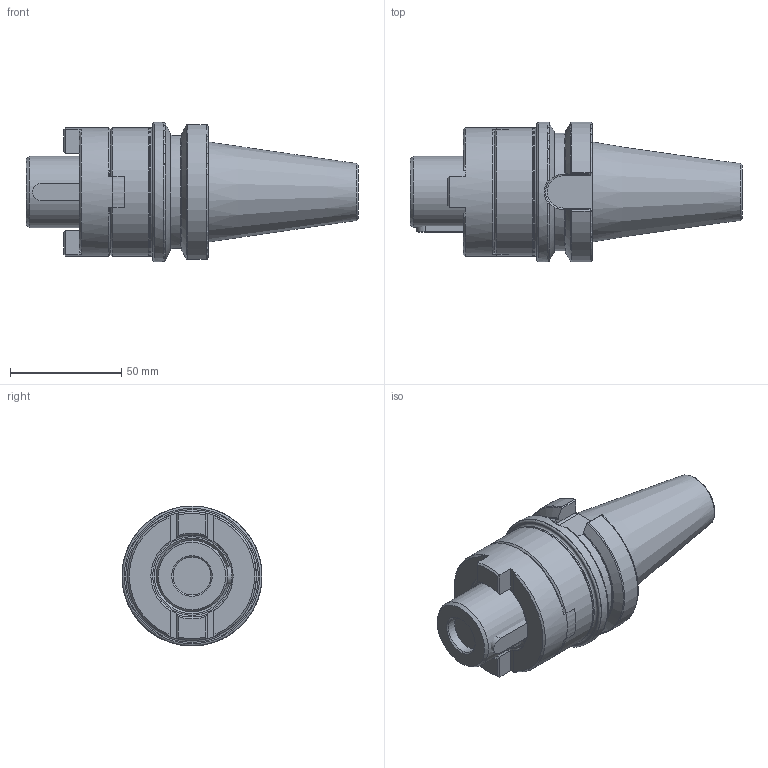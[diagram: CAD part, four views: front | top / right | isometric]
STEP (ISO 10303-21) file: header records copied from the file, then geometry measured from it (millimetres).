
FILE_DESCRIPTION(/* description */ (''),/* implementation_level */ '2;1');
FILE_NAME(/* name */ 'ABT40-FMC-32-060.stp',/* time_stamp */ '2024-11-22T14:39:17+03:00',/* author */ (''),/* organization */ (''),/* preprocessor_version */ 'ST-DEVELOPER v19.4',/* originating_system */ 'SIEMENS PLM Software NX2306.9102',/* authorisation */ '');
FILE_SCHEMA (('AUTOMOTIVE_DESIGN { 1 0 10303 214 3 1 1 1 }'));
Length unit declared in the file: millimetre
Products named in the file (1): ABT40-FMC-32-060-LIGHT
Bounding box: 149.4 x 62.99 x 63 mm (x, y, z)
Volume: 243894.4 mm3; surface area: 35559.9 mm2
Topology: 3 solids, 3 shells, 165 faces, 419 edges, 265 vertices
Faces by surface type: plane 79, cylinder 34, cone 31, torus 19, bspline 2
Full cylindrical faces by diameter (mm): 4 x1, 10 x1, 17 x1, 31.5 x1, 32 x2, 57.8 x1, 58 x2, 63 x1
Entity records: 5277 total; most frequent: CARTESIAN_POINT 1472, DIRECTION 768, ORIENTED_EDGE 766, EDGE_CURVE 383, AXIS2_PLACEMENT_3D 305, VERTEX_POINT 260, EDGE_LOOP 202, ADVANCED_FACE 165
